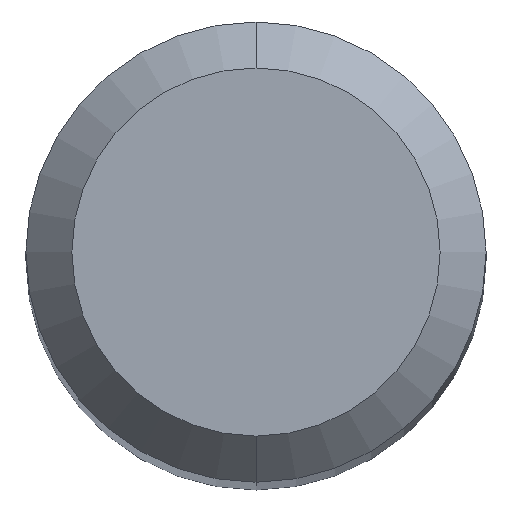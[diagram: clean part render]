
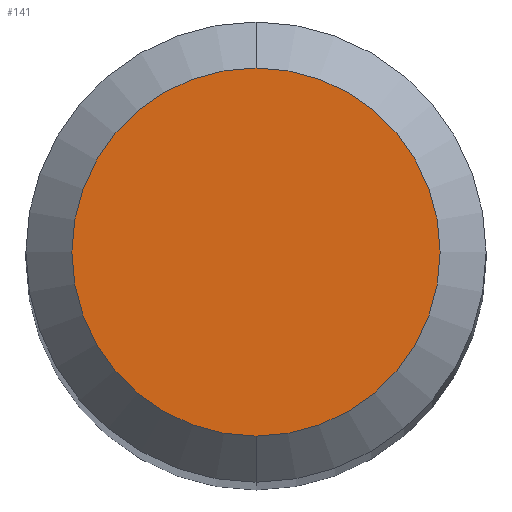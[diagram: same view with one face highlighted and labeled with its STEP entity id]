
A CAD part, top view. The second image highlights one B-rep face of the part: STEP entity #141.
In plain terms, the highlighted planar face has unit normal (0, 0, 1).
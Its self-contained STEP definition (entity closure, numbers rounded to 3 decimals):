
#141=ADVANCED_FACE('',(#299),#300,.T.);
#155=VERTEX_POINT('',#314);
#195=VERTEX_POINT('',#358);
#199=EDGE_CURVE('',#155,#195,#363,.T.);
#213=EDGE_CURVE('',#195,#155,#379,.T.);
#299=FACE_OUTER_BOUND('',#468,.T.);
#300=PLANE('',#469);
#314=CARTESIAN_POINT('',(0.,-1.2,0.0));
#358=CARTESIAN_POINT('',(0.0,1.2,0.0));
#363=CIRCLE('',#553,1.2);
#379=CIRCLE('',#576,1.2);
#468=EDGE_LOOP('',(#670,#671));
#469=AXIS2_PLACEMENT_3D('',#672,#673,#674);
#553=AXIS2_PLACEMENT_3D('',#743,#744,#745);
#576=AXIS2_PLACEMENT_3D('',#770,#771,#772);
#670=ORIENTED_EDGE('',*,*,#213,.F.);
#671=ORIENTED_EDGE('',*,*,#199,.F.);
#672=CARTESIAN_POINT('',(0.0,0.6,0.0));
#673=DIRECTION('',(-0.0,0.0,1.0));
#674=DIRECTION('',(0.0,-1.0,0.0));
#743=CARTESIAN_POINT('',(0.0,0.0,0.0));
#744=DIRECTION('',(0.0,0.0,-1.0));
#745=DIRECTION('',(0.0,1.0,0.0));
#770=CARTESIAN_POINT('',(0.0,0.0,0.0));
#771=DIRECTION('',(0.0,0.0,-1.0));
#772=DIRECTION('',(0.0,1.0,0.0));
